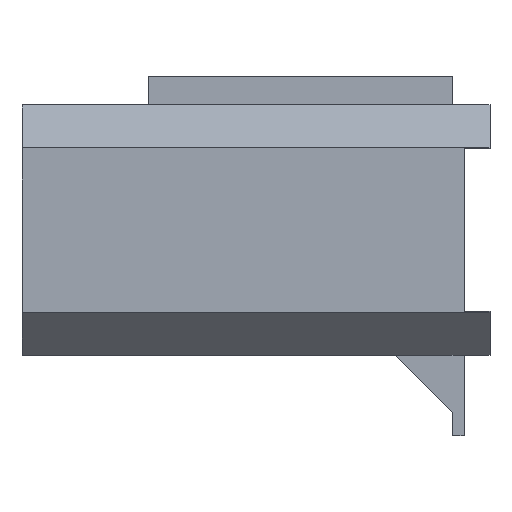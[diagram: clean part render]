
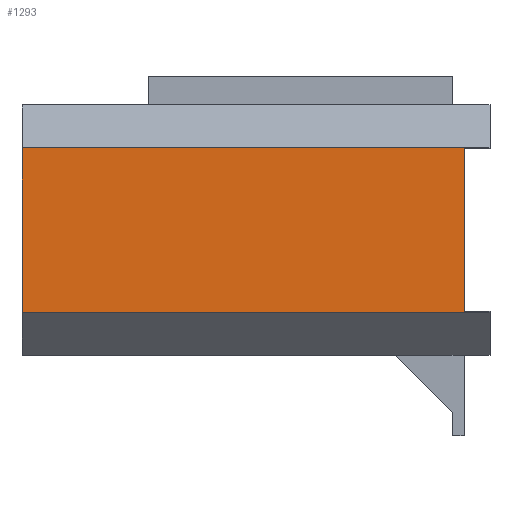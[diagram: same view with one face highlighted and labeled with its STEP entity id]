
A CAD part, left-side view. The second image highlights one B-rep face of the part: STEP entity #1293.
In plain terms, the highlighted planar face has unit normal (-1, 0, 0).
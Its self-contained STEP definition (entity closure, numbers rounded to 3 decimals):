
#63 = EDGE_CURVE ( 'NONE', #1104, #1347, #1718, .T. ) ;
#146 = CARTESIAN_POINT ( 'NONE',  ( -21.984, 75., 0. ) ) ;
#170 = VECTOR ( 'NONE', #393, 1000. ) ;
#185 = ORIENTED_EDGE ( 'NONE', *, *, #1134, .T. ) ;
#210 = CARTESIAN_POINT ( 'NONE',  ( -21.984, 75., 14.325 ) ) ;
#255 = ORIENTED_EDGE ( 'NONE', *, *, #63, .T. ) ;
#259 = CARTESIAN_POINT ( 'NONE',  ( -21.984, -2., 0. ) ) ;
#393 = DIRECTION ( 'NONE',  ( 0., -1., 0. ) ) ;
#489 = CARTESIAN_POINT ( 'NONE',  ( -21.984, 75., 0. ) ) ;
#507 = CARTESIAN_POINT ( 'NONE',  ( -21.984, -2., 14.325 ) ) ;
#516 = EDGE_CURVE ( 'NONE', #1909, #1347, #929, .T. ) ;
#635 = FACE_OUTER_BOUND ( 'NONE', #1200, .T. ) ;
#684 = CARTESIAN_POINT ( 'NONE',  ( -21.984, 75., 14.325 ) ) ;
#703 = VECTOR ( 'NONE', #1079, 1000. ) ;
#763 = ORIENTED_EDGE ( 'NONE', *, *, #516, .F. ) ;
#853 = PLANE ( 'NONE',  #1978 ) ;
#866 = LINE ( 'NONE', #146, #2044 ) ;
#929 = LINE ( 'NONE', #259, #2017 ) ;
#931 = EDGE_CURVE ( 'NONE', #1075, #1909, #1486, .T. ) ;
#1075 = VERTEX_POINT ( 'NONE', #684 ) ;
#1079 = DIRECTION ( 'NONE',  ( 0., -1., 0. ) ) ;
#1104 = VERTEX_POINT ( 'NONE', #2115 ) ;
#1134 = EDGE_CURVE ( 'NONE', #1075, #1104, #866, .T. ) ;
#1200 = EDGE_LOOP ( 'NONE', ( #255, #763, #1810, #185 ) ) ;
#1293 = ADVANCED_FACE ( 'NONE', ( #635 ), #853, .T. ) ;
#1347 = VERTEX_POINT ( 'NONE', #1612 ) ;
#1439 = CARTESIAN_POINT ( 'NONE',  ( -21.984, 75., -14.325 ) ) ;
#1486 = LINE ( 'NONE', #210, #170 ) ;
#1584 = DIRECTION ( 'NONE',  ( 0., 0., -1. ) ) ;
#1605 = DIRECTION ( 'NONE',  ( -1., 0., 0. ) ) ;
#1612 = CARTESIAN_POINT ( 'NONE',  ( -21.984, -2., -14.325 ) ) ;
#1718 = LINE ( 'NONE', #1439, #703 ) ;
#1810 = ORIENTED_EDGE ( 'NONE', *, *, #931, .F. ) ;
#1902 = DIRECTION ( 'NONE',  ( 0., 0., -1. ) ) ;
#1909 = VERTEX_POINT ( 'NONE', #507 ) ;
#1978 = AXIS2_PLACEMENT_3D ( 'NONE', #489, #1605, #2114 ) ;
#2017 = VECTOR ( 'NONE', #1902, 1000. ) ;
#2044 = VECTOR ( 'NONE', #1584, 1000. ) ;
#2114 = DIRECTION ( 'NONE',  ( 0., 0., 1. ) ) ;
#2115 = CARTESIAN_POINT ( 'NONE',  ( -21.984, 75., -14.325 ) ) ;
